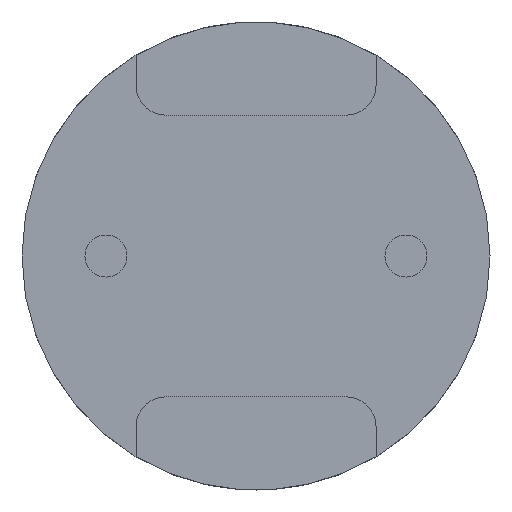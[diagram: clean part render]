
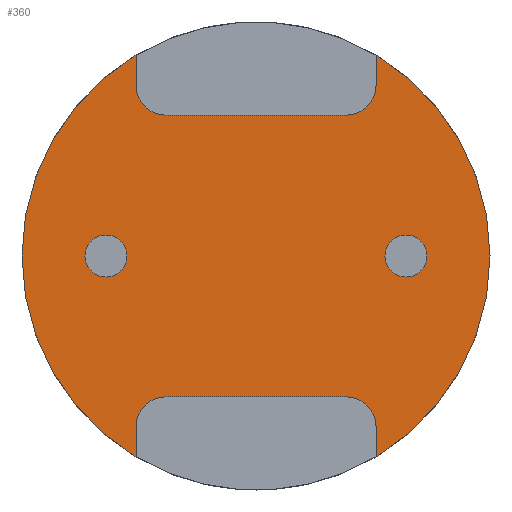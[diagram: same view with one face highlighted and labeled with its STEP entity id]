
A CAD part, front view. The second image highlights one B-rep face of the part: STEP entity #360.
In plain terms, the highlighted planar face has unit normal (0, -1, 0).
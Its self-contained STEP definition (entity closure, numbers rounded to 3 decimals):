
#1=CARTESIAN_POINT('',(2.5,-3.25,0.));
#2=DIRECTION('',(0.,-1.,0.));
#3=DIRECTION('',(1.,0.,0.));
#4=AXIS2_PLACEMENT_3D('',#1,#2,#3);
#6=CARTESIAN_POINT('',(2.5,-3.25,0.));
#7=DIRECTION('',(0.,-1.,0.));
#8=DIRECTION('',(-1.,0.,0.));
#9=AXIS2_PLACEMENT_3D('',#6,#7,#8);
#11=CARTESIAN_POINT('',(-2.5,-3.25,0.));
#12=DIRECTION('',(0.,-1.,0.));
#13=DIRECTION('',(1.,0.,0.));
#14=AXIS2_PLACEMENT_3D('',#11,#12,#13);
#16=CARTESIAN_POINT('',(-2.5,-3.25,0.));
#17=DIRECTION('',(0.,-1.,0.));
#18=DIRECTION('',(-1.,0.,0.));
#19=AXIS2_PLACEMENT_3D('',#16,#17,#18);
#21=DIRECTION('',(0.,0.,1.));
#22=VECTOR('',#21,0.5);
#23=CARTESIAN_POINT('',(2.,-3.25,-3.348));
#24=LINE('',#23,#22);
#25=DIRECTION('',(-1.,0.,0.));
#26=VECTOR('',#25,3.);
#27=CARTESIAN_POINT('',(1.5,-3.25,-2.348));
#28=LINE('',#27,#26);
#29=DIRECTION('',(0.,0.,-1.));
#30=VECTOR('',#29,0.5);
#31=CARTESIAN_POINT('',(-2.,-3.25,-2.848));
#32=LINE('',#31,#30);
#33=CARTESIAN_POINT('',(0.,-3.25,0.));
#34=DIRECTION('',(0.,1.,0.));
#35=DIRECTION('',(-0.513,0.,-0.858));
#36=AXIS2_PLACEMENT_3D('',#33,#34,#35);
#38=CARTESIAN_POINT('',(0.,-3.25,0.));
#39=DIRECTION('',(0.,1.,0.));
#40=DIRECTION('',(-1.,0.,0.));
#41=AXIS2_PLACEMENT_3D('',#38,#39,#40);
#43=DIRECTION('',(0.,0.,-1.));
#44=VECTOR('',#43,0.5);
#45=CARTESIAN_POINT('',(-2.,-3.25,3.348));
#46=LINE('',#45,#44);
#47=DIRECTION('',(1.,0.,0.));
#48=VECTOR('',#47,3.);
#49=CARTESIAN_POINT('',(-1.5,-3.25,2.348));
#50=LINE('',#49,#48);
#51=DIRECTION('',(0.,0.,1.));
#52=VECTOR('',#51,0.5);
#53=CARTESIAN_POINT('',(2.,-3.25,2.848));
#54=LINE('',#53,#52);
#55=CARTESIAN_POINT('',(0.,-3.25,0.));
#56=DIRECTION('',(0.,1.,0.));
#57=DIRECTION('',(0.513,0.,0.858));
#58=AXIS2_PLACEMENT_3D('',#55,#56,#57);
#60=CARTESIAN_POINT('',(0.,-3.25,0.));
#61=DIRECTION('',(0.,1.,0.));
#62=DIRECTION('',(1.,0.,0.));
#63=AXIS2_PLACEMENT_3D('',#60,#61,#62);
#109=CARTESIAN_POINT('',(1.5,-3.25,-2.848));
#110=DIRECTION('',(0.,1.,0.));
#111=DIRECTION('',(0.,0.,1.));
#112=AXIS2_PLACEMENT_3D('',#109,#110,#111);
#168=CARTESIAN_POINT('',(-1.5,-3.25,-2.848));
#169=DIRECTION('',(0.,1.,0.));
#170=DIRECTION('',(-1.,0.,0.));
#171=AXIS2_PLACEMENT_3D('',#168,#169,#170);
#205=CARTESIAN_POINT('',(1.5,-3.25,2.848));
#206=DIRECTION('',(0.,1.,0.));
#207=DIRECTION('',(1.,0.,0.));
#208=AXIS2_PLACEMENT_3D('',#205,#206,#207);
#218=CARTESIAN_POINT('',(-1.5,-3.25,2.848));
#219=DIRECTION('',(0.,1.,0.));
#220=DIRECTION('',(0.,0.,-1.));
#221=AXIS2_PLACEMENT_3D('',#218,#219,#220);
#245=CARTESIAN_POINT('',(3.9,-3.25,0.));
#246=VERTEX_POINT('',#245);
#247=CARTESIAN_POINT('',(-3.9,-3.25,0.));
#248=VERTEX_POINT('',#247);
#257=CARTESIAN_POINT('',(2.,-3.25,3.348));
#258=VERTEX_POINT('',#257);
#259=CARTESIAN_POINT('',(-2.,-3.25,3.348));
#260=VERTEX_POINT('',#259);
#261=CARTESIAN_POINT('',(2.,-3.25,-3.348));
#262=VERTEX_POINT('',#261);
#263=CARTESIAN_POINT('',(-2.,-3.25,-3.348));
#264=VERTEX_POINT('',#263);
#266=CARTESIAN_POINT('',(-1.5,-3.25,-2.348));
#268=VERTEX_POINT('',#266);
#271=CARTESIAN_POINT('',(-2.,-3.25,-2.848));
#272=VERTEX_POINT('',#271);
#274=CARTESIAN_POINT('',(2.,-3.25,-2.848));
#276=VERTEX_POINT('',#274);
#279=CARTESIAN_POINT('',(1.5,-3.25,-2.348));
#280=VERTEX_POINT('',#279);
#282=CARTESIAN_POINT('',(-2.,-3.25,2.848));
#284=VERTEX_POINT('',#282);
#287=CARTESIAN_POINT('',(-1.5,-3.25,2.348));
#288=VERTEX_POINT('',#287);
#290=CARTESIAN_POINT('',(1.5,-3.25,2.348));
#292=VERTEX_POINT('',#290);
#295=CARTESIAN_POINT('',(2.,-3.25,2.848));
#296=VERTEX_POINT('',#295);
#305=CARTESIAN_POINT('',(2.85,-3.25,0.));
#306=CARTESIAN_POINT('',(2.15,-3.25,0.));
#307=VERTEX_POINT('',#305);
#308=VERTEX_POINT('',#306);
#309=CARTESIAN_POINT('',(-2.15,-3.25,0.));
#310=CARTESIAN_POINT('',(-2.85,-3.25,0.));
#311=VERTEX_POINT('',#309);
#312=VERTEX_POINT('',#310);
#313=CARTESIAN_POINT('',(0.,-3.25,0.));
#314=DIRECTION('',(0.,1.,0.));
#315=DIRECTION('',(1.,0.,0.));
#316=AXIS2_PLACEMENT_3D('',#313,#314,#315);
#317=PLANE('',#316);
#319=ORIENTED_EDGE('',*,*,#318,.T.);
#321=ORIENTED_EDGE('',*,*,#320,.F.);
#323=ORIENTED_EDGE('',*,*,#322,.T.);
#325=ORIENTED_EDGE('',*,*,#324,.F.);
#327=ORIENTED_EDGE('',*,*,#326,.T.);
#329=ORIENTED_EDGE('',*,*,#328,.T.);
#331=ORIENTED_EDGE('',*,*,#330,.T.);
#333=ORIENTED_EDGE('',*,*,#332,.T.);
#335=ORIENTED_EDGE('',*,*,#334,.F.);
#337=ORIENTED_EDGE('',*,*,#336,.T.);
#339=ORIENTED_EDGE('',*,*,#338,.F.);
#341=ORIENTED_EDGE('',*,*,#340,.T.);
#343=ORIENTED_EDGE('',*,*,#342,.T.);
#345=ORIENTED_EDGE('',*,*,#344,.T.);
#346=EDGE_LOOP('',(#319,#321,#323,#325,#327,#329,#331,#333,#335,#337,#339,#341,
#343,#345));
#347=FACE_OUTER_BOUND('',#346,.F.);
#349=ORIENTED_EDGE('',*,*,#348,.T.);
#351=ORIENTED_EDGE('',*,*,#350,.T.);
#352=EDGE_LOOP('',(#349,#351));
#353=FACE_BOUND('',#352,.F.);
#355=ORIENTED_EDGE('',*,*,#354,.T.);
#357=ORIENTED_EDGE('',*,*,#356,.T.);
#358=EDGE_LOOP('',(#355,#357));
#359=FACE_BOUND('',#358,.F.);
#5=CIRCLE('',#4,0.35);
#10=CIRCLE('',#9,0.35);
#15=CIRCLE('',#14,0.35);
#20=CIRCLE('',#19,0.35);
#37=CIRCLE('',#36,3.9);
#42=CIRCLE('',#41,3.9);
#59=CIRCLE('',#58,3.9);
#64=CIRCLE('',#63,3.9);
#113=CIRCLE('',#112,0.5);
#172=CIRCLE('',#171,0.5);
#209=CIRCLE('',#208,0.5);
#222=CIRCLE('',#221,0.5);
#318=EDGE_CURVE('',#262,#276,#24,.T.);
#320=EDGE_CURVE('',#280,#276,#113,.T.);
#322=EDGE_CURVE('',#280,#268,#28,.T.);
#324=EDGE_CURVE('',#272,#268,#172,.T.);
#326=EDGE_CURVE('',#272,#264,#32,.T.);
#328=EDGE_CURVE('',#264,#248,#37,.T.);
#330=EDGE_CURVE('',#248,#260,#42,.T.);
#332=EDGE_CURVE('',#260,#284,#46,.T.);
#334=EDGE_CURVE('',#288,#284,#222,.T.);
#336=EDGE_CURVE('',#288,#292,#50,.T.);
#338=EDGE_CURVE('',#296,#292,#209,.T.);
#340=EDGE_CURVE('',#296,#258,#54,.T.);
#342=EDGE_CURVE('',#258,#246,#59,.T.);
#344=EDGE_CURVE('',#246,#262,#64,.T.);
#348=EDGE_CURVE('',#311,#312,#15,.T.);
#350=EDGE_CURVE('',#312,#311,#20,.T.);
#354=EDGE_CURVE('',#307,#308,#5,.T.);
#356=EDGE_CURVE('',#308,#307,#10,.T.);
#360=ADVANCED_FACE('',(#347,#353,#359),#317,.F.);
